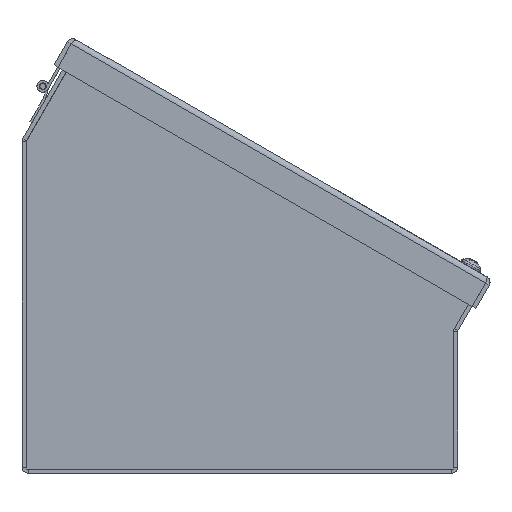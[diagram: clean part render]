
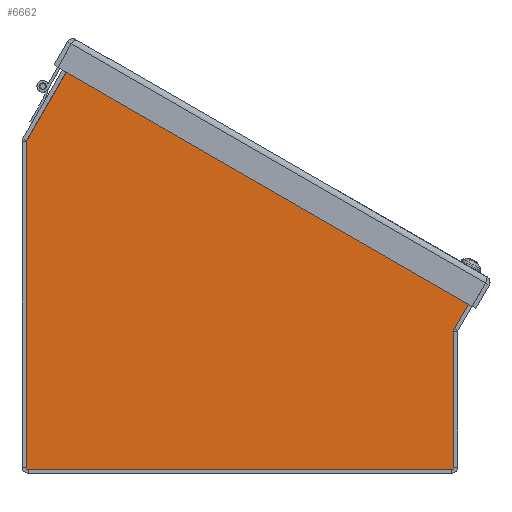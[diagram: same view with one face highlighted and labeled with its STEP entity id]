
A CAD part, front view. The second image highlights one B-rep face of the part: STEP entity #6662.
In plain terms, the highlighted face is planar.
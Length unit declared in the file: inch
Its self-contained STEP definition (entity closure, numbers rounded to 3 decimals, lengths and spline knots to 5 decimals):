
#280=PLANE($,#7095);
#639=LINE($,#10214,#1253);
#642=LINE($,#10220,#1256);
#645=LINE($,#10228,#1259);
#648=LINE($,#10232,#1262);
#660=LINE($,#10257,#1274);
#662=LINE($,#10261,#1276);
#664=LINE($,#10264,#1278);
#665=LINE($,#10267,#1279);
#666=LINE($,#10269,#1280);
#667=LINE($,#10271,#1281);
#668=LINE($,#10273,#1282);
#669=LINE($,#10275,#1283);
#670=LINE($,#10277,#1284);
#671=LINE($,#10278,#1285);
#1253=VECTOR($,#8091,6.65222);
#1256=VECTOR($,#8096,0.0002);
#1259=VECTOR($,#8101,0.03145);
#1262=VECTOR($,#8106,0.0002);
#1274=VECTOR($,#8122,0.03145);
#1276=VECTOR($,#8126,0.0002);
#1278=VECTOR($,#8130,0.0002);
#1279=VECTOR($,#8133,0.63792);
#1280=VECTOR($,#8134,1.65617);
#1281=VECTOR($,#8135,5.59463);
#1282=VECTOR($,#8136,7.2895);
#1283=VECTOR($,#8137,2.3635);
#1284=VECTOR($,#8138,0.80966);
#1285=VECTOR($,#8139,0.63792);
#1946=FACE_OUTER_BOUND($,#2300,.T.);
#2300=EDGE_LOOP($,(#4954,#4955,#4956,#4957,#4958,#4959,#4960,#4961,#4962,
#4963,#4964,#4965,#4966,#4967));
#3023=VERTEX_POINT($,#10199);
#3024=VERTEX_POINT($,#10203);
#3027=VERTEX_POINT($,#10218);
#3030=VERTEX_POINT($,#10225);
#3031=VERTEX_POINT($,#10227);
#3041=VERTEX_POINT($,#10254);
#3042=VERTEX_POINT($,#10256);
#3043=VERTEX_POINT($,#10260);
#3044=VERTEX_POINT($,#10266);
#3045=VERTEX_POINT($,#10268);
#3046=VERTEX_POINT($,#10270);
#3047=VERTEX_POINT($,#10272);
#3048=VERTEX_POINT($,#10274);
#3049=VERTEX_POINT($,#10276);
#3743=EDGE_CURVE($,#3023,#3024,#639,.T.);
#3746=EDGE_CURVE($,#3024,#3027,#642,.T.);
#3749=EDGE_CURVE($,#3031,#3030,#645,.T.);
#3752=EDGE_CURVE($,#3027,#3031,#648,.T.);
#3764=EDGE_CURVE($,#3042,#3041,#660,.T.);
#3766=EDGE_CURVE($,#3043,#3023,#662,.T.);
#3768=EDGE_CURVE($,#3041,#3043,#664,.T.);
#3769=EDGE_CURVE($,#3044,#3030,#665,.T.);
#3770=EDGE_CURVE($,#3045,#3044,#666,.T.);
#3771=EDGE_CURVE($,#3046,#3045,#667,.T.);
#3772=EDGE_CURVE($,#3047,#3046,#668,.T.);
#3773=EDGE_CURVE($,#3048,#3047,#669,.T.);
#3774=EDGE_CURVE($,#3049,#3048,#670,.T.);
#3775=EDGE_CURVE($,#3042,#3049,#671,.T.);
#4954=ORIENTED_EDGE($,*,*,#3749,.T.);
#4955=ORIENTED_EDGE($,*,*,#3769,.F.);
#4956=ORIENTED_EDGE($,*,*,#3770,.F.);
#4957=ORIENTED_EDGE($,*,*,#3771,.F.);
#4958=ORIENTED_EDGE($,*,*,#3772,.F.);
#4959=ORIENTED_EDGE($,*,*,#3773,.F.);
#4960=ORIENTED_EDGE($,*,*,#3774,.F.);
#4961=ORIENTED_EDGE($,*,*,#3775,.F.);
#4962=ORIENTED_EDGE($,*,*,#3764,.T.);
#4963=ORIENTED_EDGE($,*,*,#3768,.T.);
#4964=ORIENTED_EDGE($,*,*,#3766,.T.);
#4965=ORIENTED_EDGE($,*,*,#3743,.T.);
#4966=ORIENTED_EDGE($,*,*,#3746,.T.);
#4967=ORIENTED_EDGE($,*,*,#3752,.T.);
#6662=ADVANCED_FACE($,(#1946),#280,.T.);
#7095=AXIS2_PLACEMENT_3D($,#10265,#8131,#8132);
#8091=DIRECTION($,(-0.866,0.5,0.));
#8096=DIRECTION($,(-0.5,-0.866,0.));
#8101=DIRECTION($,(0.5,0.866,0.));
#8106=DIRECTION($,(-0.866,0.5,0.));
#8122=DIRECTION($,(-0.5,-0.866,0.));
#8126=DIRECTION($,(0.5,0.866,0.));
#8130=DIRECTION($,(-0.866,0.5,0.));
#8131=DIRECTION('center_axis',(0.,0.,1.));
#8132=DIRECTION('ref_axis',(1.,0.,0.));
#8133=DIRECTION($,(0.866,-0.5,0.));
#8134=DIRECTION($,(0.5,0.866,0.));
#8135=DIRECTION($,(0.,1.,0.));
#8136=DIRECTION($,(-1.,0.,0.));
#8137=DIRECTION($,(0.,-1.,0.));
#8138=DIRECTION($,(-0.5,-0.866,0.));
#8139=DIRECTION($,(0.866,-0.5,0.));
#10199=CARTESIAN_POINT('',(7.12608,3.35668,0.074));
#10203=CARTESIAN_POINT('',(1.36509,6.6828,0.074));
#10214=CARTESIAN_POINT($,(2.93299,5.77756,0.074));
#10218=CARTESIAN_POINT('',(1.36499,6.68262,0.074));
#10220=CARTESIAN_POINT($,(0.75904,5.63308,0.074));
#10225=CARTESIAN_POINT('',(1.38054,6.70996,0.074));
#10227=CARTESIAN_POINT('',(1.36481,6.68272,0.074));
#10228=CARTESIAN_POINT($,(0.76672,5.6468,0.074));
#10232=CARTESIAN_POINT($,(2.9328,5.77744,0.074));
#10254=CARTESIAN_POINT('',(7.12615,3.35641,0.074));
#10256=CARTESIAN_POINT('',(7.14188,3.38365,0.074));
#10257=CARTESIAN_POINT($,(6.5202,2.30687,0.074));
#10260=CARTESIAN_POINT('',(7.12598,3.35651,0.074));
#10261=CARTESIAN_POINT($,(6.52789,2.32059,0.074));
#10264=CARTESIAN_POINT($,(5.81339,4.11434,0.074));
#10265=CARTESIAN_POINT('Origin',(3.2889,2.77309,0.074));
#10266=CARTESIAN_POINT('',(0.82809,7.02892,0.074));
#10267=CARTESIAN_POINT($,(7.69433,3.06469,0.074));
#10268=CARTESIAN_POINT('',(0.,5.59463,0.074));
#10269=CARTESIAN_POINT($,(0.82809,7.02892,0.074));
#10270=CARTESIAN_POINT('',(0.,0.,0.074));
#10271=CARTESIAN_POINT($,(0.,5.59463,0.074));
#10272=CARTESIAN_POINT('',(7.2895,0.,0.074));
#10273=CARTESIAN_POINT($,(0.,0.,0.074));
#10274=CARTESIAN_POINT('',(7.2895,2.3635,0.074));
#10275=CARTESIAN_POINT($,(7.2895,0.,0.074));
#10276=CARTESIAN_POINT('',(7.69433,3.06469,0.074));
#10277=CARTESIAN_POINT($,(7.2895,2.3635,0.074));
#10278=CARTESIAN_POINT($,(7.69433,3.06469,0.074));
